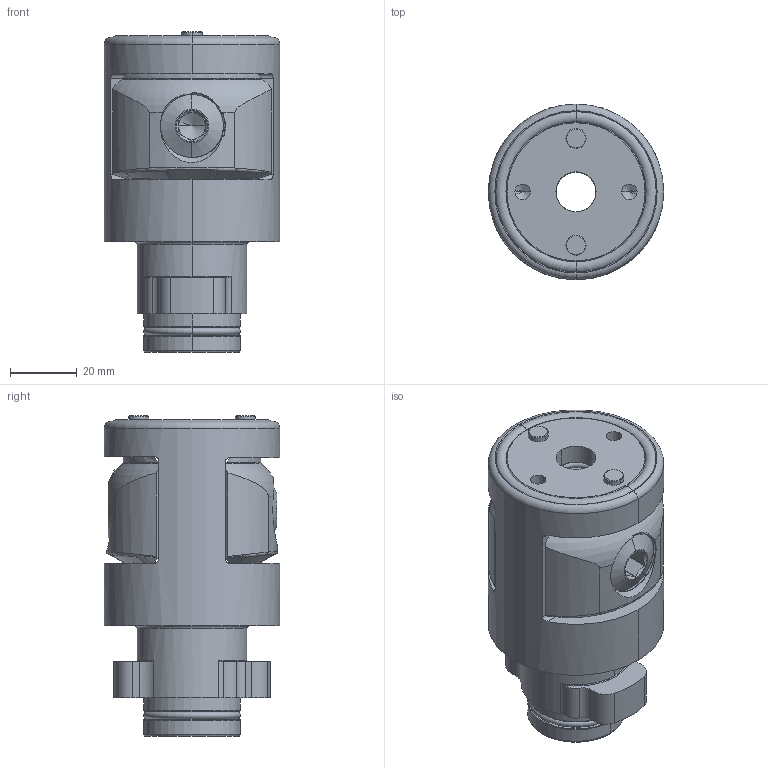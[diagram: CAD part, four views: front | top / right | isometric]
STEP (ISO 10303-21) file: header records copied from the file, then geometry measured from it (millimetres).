
FILE_DESCRIPTION((''),'2;1');
FILE_NAME('KS100-10-MQL1_SW0001','2010-11-23T',('brunnert'),(''),'PRO/ENGINEER BY PARAMETRIC TECHNOLOGY CORPORATION, 2008250','PRO/ENGINEER BY PARAMETRIC TECHNOLOGY CORPORATION, 2008250','');
FILE_SCHEMA(('AUTOMOTIVE_DESIGN_CC2 { 1 2 10303 214 -1 1 5 2 }'));
Products named in the file (1): KS100-10-MQL1_SW0001
Bounding box: 52.6 x 52.6 x 95.97 mm (x, y, z)
Volume: 139798.9 mm3; surface area: 40404 mm2
Topology: 1 solids, 5 shells, 494 faces, 1342 edges, 842 vertices
Faces by surface type: cylinder 180, bspline 92, plane 77, torus 76, cone 69
Entity records: 72068 total; most frequent: CARTESIAN_POINT 57267, ORIENTED_EDGE 2664, DIRECTION 1964, EDGE_CURVE 1332, VERTEX_POINT 842, AXIS2_PLACEMENT_3D 819, B_SPLINE_CURVE_WITH_KNOTS 589, EDGE_LOOP 530
